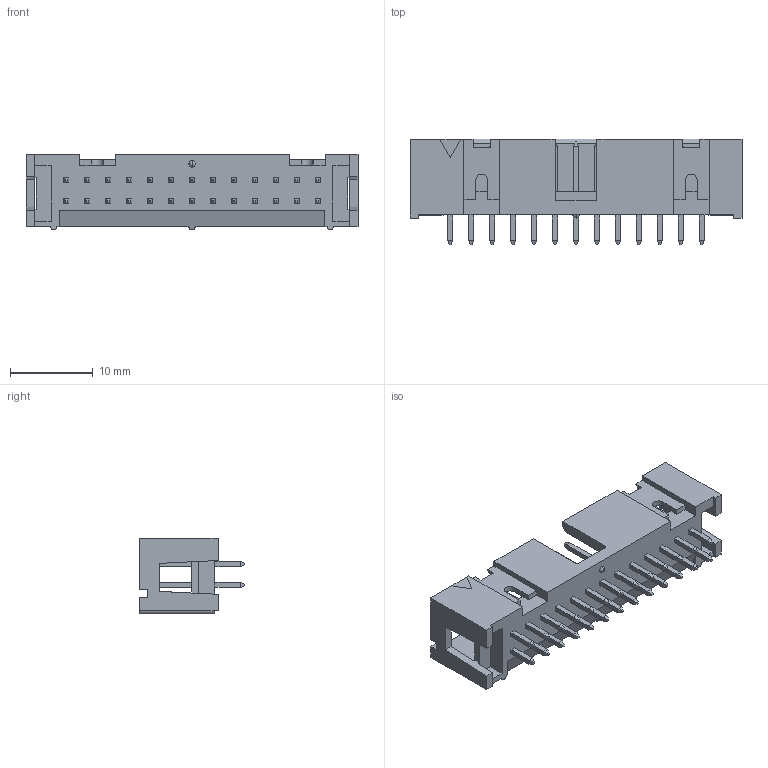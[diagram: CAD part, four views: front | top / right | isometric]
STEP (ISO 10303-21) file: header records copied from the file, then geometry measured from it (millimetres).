
FILE_DESCRIPTION (( 'STEP AP214' ), '1' );
FILE_NAME ('75869-105LF.STEP', '2023-06-30T13:42:48', ( '' ), ( '' ), 'SwSTEP 2.0', 'SolidWorks 2021', '' );
FILE_SCHEMA (( 'AUTOMOTIVE_DESIGN' ));
Length unit declared in the file: millimetre
Products named in the file (1): 75869-105LF
Bounding box: 40.23 x 12.82 x 9.2 mm (x, y, z)
Volume: 1603.2 mm3; surface area: 3111.4 mm2
Topology: 54 solids, 54 shells, 730 faces, 1676 edges, 1045 vertices
Faces by surface type: plane 721, cylinder 7, sphere 2
Entity records: 23289 total; most frequent: CARTESIAN_POINT 3449, ORIENTED_EDGE 3344, DIRECTION 3150, EDGE_CURVE 1672, LINE 1654, VECTOR 1654, VERTEX_POINT 1043, EDGE_LOOP 783
